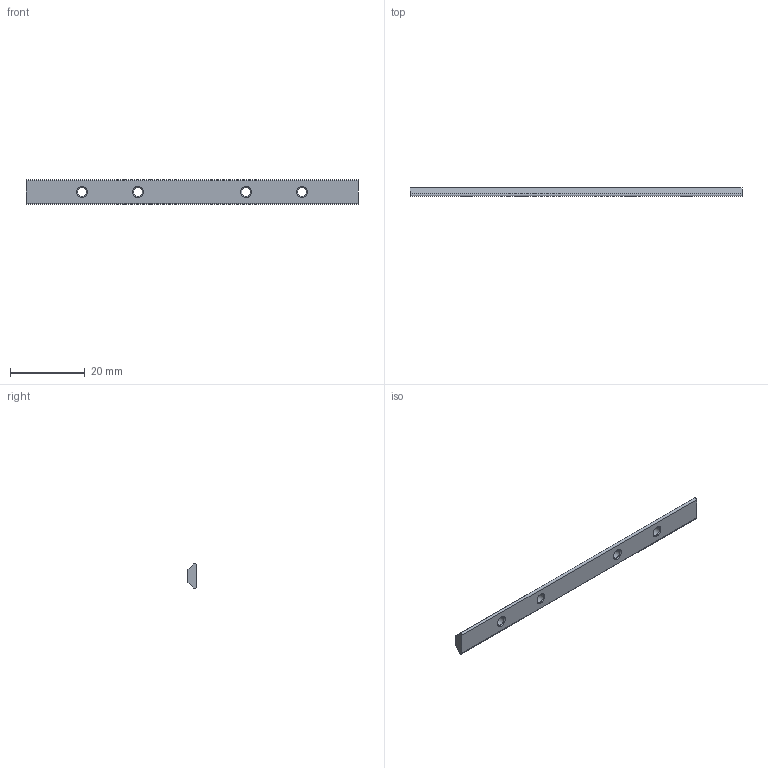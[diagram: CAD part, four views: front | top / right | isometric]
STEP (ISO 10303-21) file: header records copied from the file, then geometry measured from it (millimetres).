
FILE_DESCRIPTION(/* description */ ('STEP AP214'),/* implementation_level */ '2;1');
FILE_NAME(/* name */ '161018_NSTH-8',/* time_stamp */ '2024-09-13T09:35:04+02:00',/* author */ ('License CC BY-ND 4.0'),/* organization */ ('CADENAS'),/* preprocessor_version */ 'ST-DEVELOPER v19.3',/* originating_system */ 'PARTsolutions',/* authorisation */ ' ');
FILE_SCHEMA (('AUTOMOTIVE_DESIGN {1 0 10303 214 3 1 1}'));
Length unit declared in the file: millimetre
Products named in the file (1): 161018 NSTH-8
Bounding box: 89 x 2.4 x 6.7 mm (x, y, z)
Volume: 1076.3 mm3; surface area: 1444.2 mm2
Topology: 1 solids, 1 shells, 26 faces, 76 edges, 48 vertices
Faces by surface type: plane 10, cylinder 8, cone 8
Full cylindrical faces by diameter (mm): 2.459 x4
Entity records: 830 total; most frequent: CARTESIAN_POINT 163, DIRECTION 134, ORIENTED_EDGE 120, EDGE_CURVE 60, AXIS2_PLACEMENT_3D 55, VERTEX_POINT 44, EDGE_LOOP 42, FACE_BOUND 42
